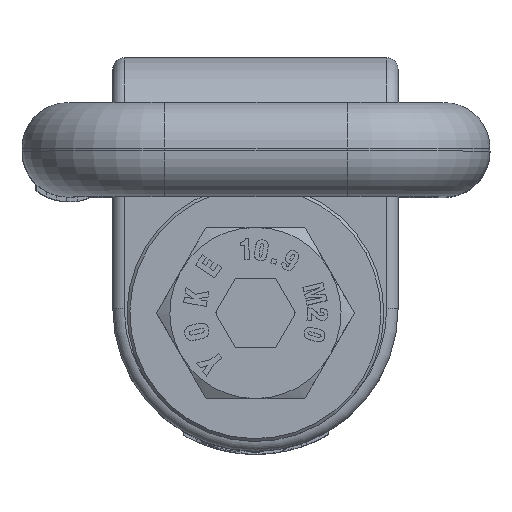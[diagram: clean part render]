
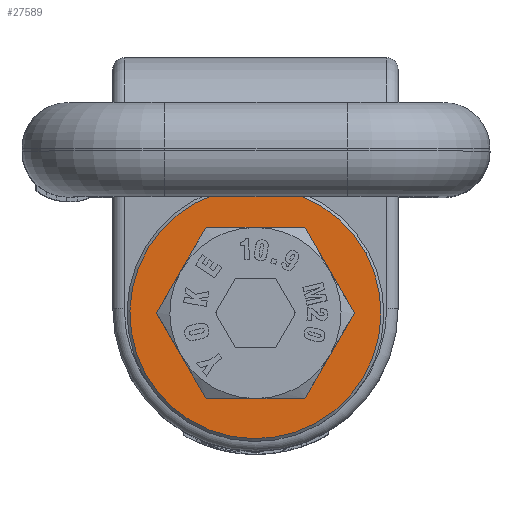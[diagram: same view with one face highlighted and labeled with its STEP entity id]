
A CAD part, top view. The second image highlights one B-rep face of the part: STEP entity #27589.
In plain terms, the highlighted planar face has unit normal (0, 0, 1).
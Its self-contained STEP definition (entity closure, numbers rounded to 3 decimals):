
#27516=AXIS2_PLACEMENT_3D('Circle Axis2P3D',#27514,#27515,$) ;
#27547=AXIS2_PLACEMENT_3D('Circle Axis2P3D',#27545,#27546,$) ;
#27565=AXIS2_PLACEMENT_3D('Plane Axis2P3D',#27562,#27563,#27564) ;
#27573=AXIS2_PLACEMENT_3D('Circle Axis2P3D',#27571,#27572,$) ;
#27582=AXIS2_PLACEMENT_3D('Circle Axis2P3D',#27580,#27581,$) ;
#27511=CARTESIAN_POINT('Vertex',(-10.547,19.307,0.)) ;
#27514=CARTESIAN_POINT('Axis2P3D Location',(0.,0.,0.)) ;
#27518=CARTESIAN_POINT('Vertex',(10.547,-19.307,0.)) ;
#27545=CARTESIAN_POINT('Axis2P3D Location',(0.,0.,0.)) ;
#27562=CARTESIAN_POINT('Axis2P3D Location',(0.,22.,0.)) ;
#27571=CARTESIAN_POINT('Axis2P3D Location',(0.,0.,0.)) ;
#27575=CARTESIAN_POINT('Vertex',(-11.15,0.,0.)) ;
#27577=CARTESIAN_POINT('Vertex',(11.15,0.,0.)) ;
#27580=CARTESIAN_POINT('Axis2P3D Location',(0.,0.,0.)) ;
#27515=DIRECTION('Axis2P3D Direction',(0.,-0.,-1.)) ;
#27546=DIRECTION('Axis2P3D Direction',(0.,-0.,-1.)) ;
#27563=DIRECTION('Axis2P3D Direction',(0.,0.,1.)) ;
#27564=DIRECTION('Axis2P3D XDirection',(1.,0.,0.)) ;
#27572=DIRECTION('Axis2P3D Direction',(0.,0.,1.)) ;
#27581=DIRECTION('Axis2P3D Direction',(0.,0.,1.)) ;
#27568=ORIENTED_EDGE('',*,*,#27520,.T.) ;
#27569=ORIENTED_EDGE('',*,*,#27549,.T.) ;
#27586=ORIENTED_EDGE('',*,*,#27579,.F.) ;
#27587=ORIENTED_EDGE('',*,*,#27584,.F.) ;
#27588=FACE_BOUND('',#27585,.T.) ;
#27589=ADVANCED_FACE('\X2\51434EF6672C9AD4\X0\',(#27570,#27588),#27566,.T.) ;
#27517=CIRCLE('generated circle',#27516,22.) ;
#27548=CIRCLE('generated circle',#27547,22.) ;
#27574=CIRCLE('generated circle',#27573,11.15) ;
#27583=CIRCLE('generated circle',#27582,11.15) ;
#27520=EDGE_CURVE('',#27519,#27512,#27517,.F.) ;
#27549=EDGE_CURVE('',#27512,#27519,#27548,.F.) ;
#27579=EDGE_CURVE('',#27576,#27578,#27574,.T.) ;
#27584=EDGE_CURVE('',#27578,#27576,#27583,.T.) ;
#27567=EDGE_LOOP('',(#27568,#27569)) ;
#27585=EDGE_LOOP('',(#27586,#27587)) ;
#27570=FACE_OUTER_BOUND('',#27567,.T.) ;
#27566=PLANE('',#27565) ;
#27512=VERTEX_POINT('',#27511) ;
#27519=VERTEX_POINT('',#27518) ;
#27576=VERTEX_POINT('',#27575) ;
#27578=VERTEX_POINT('',#27577) ;
